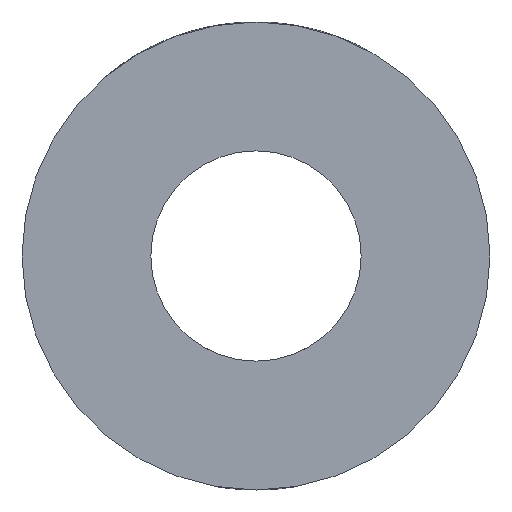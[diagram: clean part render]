
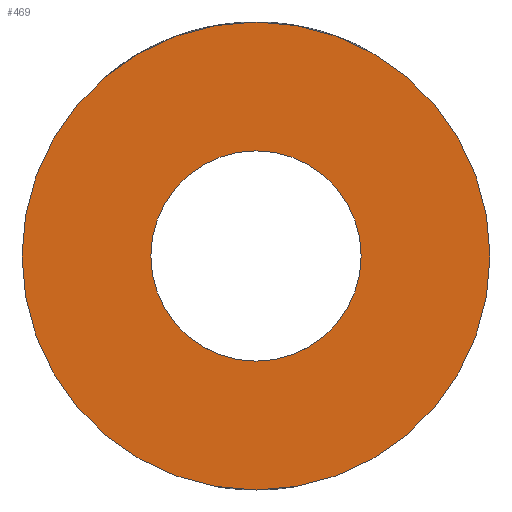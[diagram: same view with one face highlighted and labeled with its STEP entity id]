
A CAD part, left-side view. The second image highlights one B-rep face of the part: STEP entity #469.
In plain terms, the highlighted planar face has unit normal (-1, 0, 0).
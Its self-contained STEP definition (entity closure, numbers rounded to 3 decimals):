
#55 = EDGE_CURVE ( 'NONE', #7626, #16079, #11954, .T. ) ;
#97 = EDGE_CURVE ( 'NONE', #15495, #15754, #12008, .T. ) ;
#142 = EDGE_CURVE ( 'NONE', #16079, #7626, #12046, .T. ) ;
#184 = EDGE_CURVE ( 'NONE', #15754, #15495, #12091, .T. ) ;
#396 = AXIS2_PLACEMENT_3D ( 'NONE', #14856, #14977, #14878 ) ;
#406 = AXIS2_PLACEMENT_3D ( 'NONE', #1308, #1321, #1307 ) ;
#469 = ADVANCED_FACE ( 'NONE', ( #709, #713 ), #9253, .F. ) ;
#709 = FACE_BOUND ( 'NONE', #16009, .T. ) ;
#713 = FACE_OUTER_BOUND ( 'NONE', #2061, .T. ) ;
#1092 = AXIS2_PLACEMENT_3D ( 'NONE', #9252, #9258, #9259 ) ;
#1111 = DIRECTION ( 'NONE',  ( 0., 0., 1. ) ) ;
#1200 = DIRECTION ( 'NONE',  ( -1., 0., 0. ) ) ;
#1238 = CARTESIAN_POINT ( 'NONE',  ( 0., 0., 0. ) ) ;
#1307 = DIRECTION ( 'NONE',  ( 0., 0., 1. ) ) ;
#1308 = CARTESIAN_POINT ( 'NONE',  ( 0., 0., 0. ) ) ;
#1321 = DIRECTION ( 'NONE',  ( -1., 0., 0. ) ) ;
#2061 = EDGE_LOOP ( 'NONE', ( #7602, #15054 ) ) ;
#2107 = ORIENTED_EDGE ( 'NONE', *, *, #142, .F. ) ;
#3144 = CARTESIAN_POINT ( 'NONE',  ( 0., 0., 4. ) ) ;
#4642 = CARTESIAN_POINT ( 'NONE',  ( 0., 0., -8.9 ) ) ;
#4815 = CARTESIAN_POINT ( 'NONE',  ( 0., 0., 8.9 ) ) ;
#4917 = CARTESIAN_POINT ( 'NONE',  ( 0., 0., -4. ) ) ;
#5213 = DIRECTION ( 'NONE',  ( 0., 0., 1. ) ) ;
#5254 = DIRECTION ( 'NONE',  ( -1., 0., 0. ) ) ;
#5258 = CARTESIAN_POINT ( 'NONE',  ( 0., 0., 0. ) ) ;
#7602 = ORIENTED_EDGE ( 'NONE', *, *, #184, .T. ) ;
#7626 = VERTEX_POINT ( 'NONE', #3144 ) ;
#9252 = CARTESIAN_POINT ( 'NONE',  ( 0., 4., 0. ) ) ;
#9253 = PLANE ( 'NONE',  #1092 ) ;
#9258 = DIRECTION ( 'NONE',  ( 1., 0., 0. ) ) ;
#9259 = DIRECTION ( 'NONE',  ( 0., 0., -1. ) ) ;
#10681 = AXIS2_PLACEMENT_3D ( 'NONE', #1238, #1200, #1111 ) ;
#10704 = AXIS2_PLACEMENT_3D ( 'NONE', #5258, #5254, #5213 ) ;
#11954 = CIRCLE ( 'NONE', #10704, 4. ) ;
#12008 = CIRCLE ( 'NONE', #10681, 8.9 ) ;
#12046 = CIRCLE ( 'NONE', #406, 4. ) ;
#12091 = CIRCLE ( 'NONE', #396, 8.9 ) ;
#14856 = CARTESIAN_POINT ( 'NONE',  ( 0., 0., 0. ) ) ;
#14878 = DIRECTION ( 'NONE',  ( 0., 0., 1. ) ) ;
#14977 = DIRECTION ( 'NONE',  ( -1., 0., 0. ) ) ;
#15054 = ORIENTED_EDGE ( 'NONE', *, *, #97, .T. ) ;
#15142 = ORIENTED_EDGE ( 'NONE', *, *, #55, .F. ) ;
#15495 = VERTEX_POINT ( 'NONE', #4642 ) ;
#15754 = VERTEX_POINT ( 'NONE', #4815 ) ;
#16009 = EDGE_LOOP ( 'NONE', ( #15142, #2107 ) ) ;
#16079 = VERTEX_POINT ( 'NONE', #4917 ) ;
